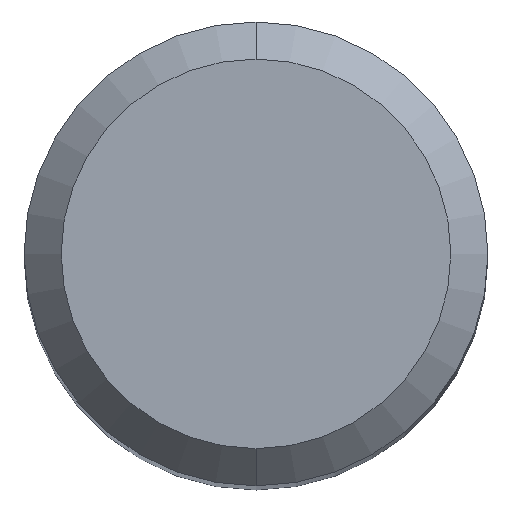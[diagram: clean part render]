
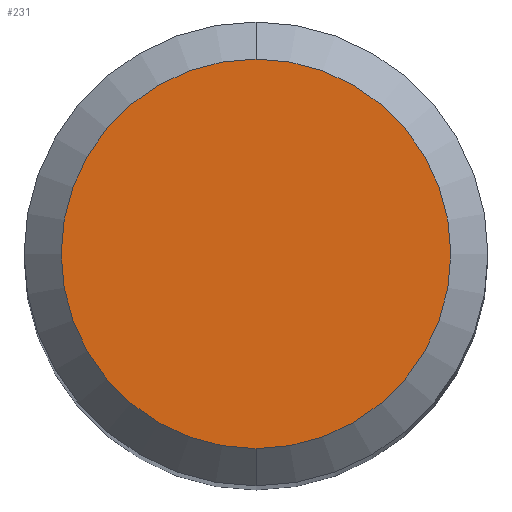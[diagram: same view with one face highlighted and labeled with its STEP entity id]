
A CAD part, top view. The second image highlights one B-rep face of the part: STEP entity #231.
In plain terms, the highlighted planar face has unit normal (0, 0, 1).
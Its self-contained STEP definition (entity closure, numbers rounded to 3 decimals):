
#231=ADVANCED_FACE('',(#622),#623,.T.);
#301=VERTEX_POINT('',#698);
#307=EDGE_CURVE('',#301,#451,#704,.T.);
#367=EDGE_CURVE('',#451,#301,#770,.T.);
#451=VERTEX_POINT('',#864);
#622=FACE_OUTER_BOUND('',#1047,.T.);
#623=PLANE('',#1048);
#698=CARTESIAN_POINT('',(0.,-2.1,0.0));
#704=CIRCLE('',#1207,2.1);
#770=CIRCLE('',#1338,2.1);
#864=CARTESIAN_POINT('',(0.0,2.1,0.0));
#1047=EDGE_LOOP('',(#1823,#1824));
#1048=AXIS2_PLACEMENT_3D('',#1825,#1826,#1827);
#1207=AXIS2_PLACEMENT_3D('',#1895,#1896,#1897);
#1338=AXIS2_PLACEMENT_3D('',#1967,#1968,#1969);
#1823=ORIENTED_EDGE('',*,*,#367,.F.);
#1824=ORIENTED_EDGE('',*,*,#307,.F.);
#1825=CARTESIAN_POINT('',(0.0,1.05,0.0));
#1826=DIRECTION('',(-0.0,0.0,1.0));
#1827=DIRECTION('',(0.0,-1.0,0.0));
#1895=CARTESIAN_POINT('',(0.0,0.0,0.0));
#1896=DIRECTION('',(0.0,0.0,-1.0));
#1897=DIRECTION('',(0.0,1.0,0.0));
#1967=CARTESIAN_POINT('',(0.0,0.0,0.0));
#1968=DIRECTION('',(0.0,0.0,-1.0));
#1969=DIRECTION('',(0.0,1.0,0.0));
